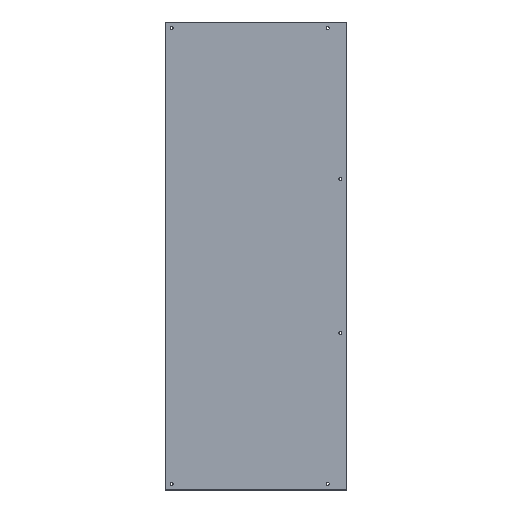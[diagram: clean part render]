
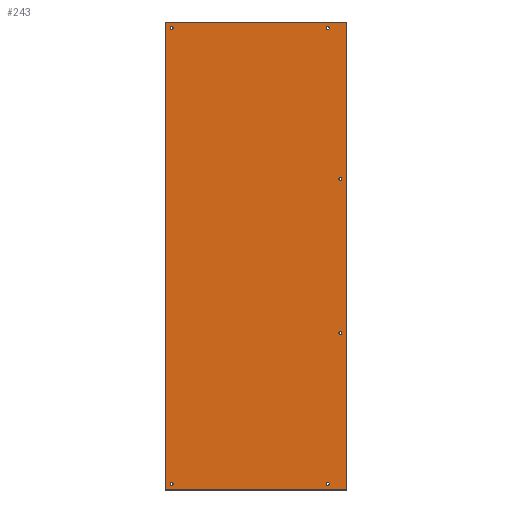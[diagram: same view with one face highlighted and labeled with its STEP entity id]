
A CAD part, top view. The second image highlights one B-rep face of the part: STEP entity #243.
In plain terms, the highlighted planar face has unit normal (0, 0, 1).
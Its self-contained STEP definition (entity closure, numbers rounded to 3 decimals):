
#15=FACE_BOUND('',#56,.T.);
#16=FACE_BOUND('',#57,.T.);
#17=FACE_BOUND('',#58,.T.);
#18=FACE_BOUND('',#59,.T.);
#19=FACE_BOUND('',#60,.T.);
#20=FACE_BOUND('',#61,.T.);
#31=PLANE('',#290);
#43=FACE_OUTER_BOUND('',#55,.T.);
#55=EDGE_LOOP('',(#207,#208,#209,#210));
#56=EDGE_LOOP('',(#211));
#57=EDGE_LOOP('',(#212));
#58=EDGE_LOOP('',(#213));
#59=EDGE_LOOP('',(#214));
#60=EDGE_LOOP('',(#215));
#61=EDGE_LOOP('',(#216));
#77=LINE('',#404,#95);
#80=LINE('',#410,#98);
#83=LINE('',#416,#101);
#86=LINE('',#420,#104);
#95=VECTOR('',#340,10.);
#98=VECTOR('',#345,10.);
#101=VECTOR('',#350,10.);
#104=VECTOR('',#355,10.);
#105=CIRCLE('',#269,1.);
#107=CIRCLE('',#272,1.);
#109=CIRCLE('',#275,1.);
#111=CIRCLE('',#278,1.);
#113=CIRCLE('',#281,1.);
#115=CIRCLE('',#284,1.);
#117=VERTEX_POINT('',#362);
#119=VERTEX_POINT('',#368);
#121=VERTEX_POINT('',#374);
#123=VERTEX_POINT('',#380);
#125=VERTEX_POINT('',#386);
#127=VERTEX_POINT('',#392);
#131=VERTEX_POINT('',#401);
#132=VERTEX_POINT('',#403);
#134=VERTEX_POINT('',#409);
#136=VERTEX_POINT('',#415);
#137=EDGE_CURVE('',#117,#117,#105,.T.);
#140=EDGE_CURVE('',#119,#119,#107,.T.);
#143=EDGE_CURVE('',#121,#121,#109,.T.);
#146=EDGE_CURVE('',#123,#123,#111,.T.);
#149=EDGE_CURVE('',#125,#125,#113,.T.);
#152=EDGE_CURVE('',#127,#127,#115,.T.);
#157=EDGE_CURVE('',#132,#131,#77,.T.);
#160=EDGE_CURVE('',#134,#132,#80,.T.);
#163=EDGE_CURVE('',#136,#134,#83,.T.);
#166=EDGE_CURVE('',#131,#136,#86,.T.);
#207=ORIENTED_EDGE('',*,*,#166,.T.);
#208=ORIENTED_EDGE('',*,*,#163,.T.);
#209=ORIENTED_EDGE('',*,*,#160,.T.);
#210=ORIENTED_EDGE('',*,*,#157,.T.);
#211=ORIENTED_EDGE('',*,*,#137,.T.);
#212=ORIENTED_EDGE('',*,*,#140,.T.);
#213=ORIENTED_EDGE('',*,*,#143,.T.);
#214=ORIENTED_EDGE('',*,*,#146,.T.);
#215=ORIENTED_EDGE('',*,*,#149,.T.);
#216=ORIENTED_EDGE('',*,*,#152,.T.);
#243=ADVANCED_FACE('',(#43,#15,#16,#17,#18,#19,#20),#31,.T.);
#269=AXIS2_PLACEMENT_3D('',#363,#296,#297);
#272=AXIS2_PLACEMENT_3D('',#369,#303,#304);
#275=AXIS2_PLACEMENT_3D('',#375,#310,#311);
#278=AXIS2_PLACEMENT_3D('',#381,#317,#318);
#281=AXIS2_PLACEMENT_3D('',#387,#324,#325);
#284=AXIS2_PLACEMENT_3D('',#393,#331,#332);
#290=AXIS2_PLACEMENT_3D('',#421,#356,#357);
#296=DIRECTION('center_axis',(0.,0.,-1.));
#297=DIRECTION('ref_axis',(1.,0.,0.));
#303=DIRECTION('center_axis',(0.,0.,-1.));
#304=DIRECTION('ref_axis',(1.,0.,0.));
#310=DIRECTION('center_axis',(0.,0.,-1.));
#311=DIRECTION('ref_axis',(1.,0.,0.));
#317=DIRECTION('center_axis',(0.,0.,-1.));
#318=DIRECTION('ref_axis',(1.,0.,0.));
#324=DIRECTION('center_axis',(0.,0.,-1.));
#325=DIRECTION('ref_axis',(1.,0.,0.));
#331=DIRECTION('center_axis',(0.,0.,-1.));
#332=DIRECTION('ref_axis',(1.,0.,0.));
#340=DIRECTION('',(1.,0.,0.));
#345=DIRECTION('',(0.,-1.,0.));
#350=DIRECTION('',(-1.,0.,0.));
#355=DIRECTION('',(0.,1.,0.));
#356=DIRECTION('center_axis',(0.,0.,1.));
#357=DIRECTION('ref_axis',(1.,0.,0.));
#362=CARTESIAN_POINT('',(45.675,-148.075,8.));
#363=CARTESIAN_POINT('Origin',(46.675,-148.075,8.));
#368=CARTESIAN_POINT('',(53.825,50.075,8.));
#369=CARTESIAN_POINT('Origin',(54.825,50.075,8.));
#374=CARTESIAN_POINT('',(-55.825,148.075,8.));
#375=CARTESIAN_POINT('Origin',(-54.825,148.075,8.));
#380=CARTESIAN_POINT('',(45.675,148.075,8.));
#381=CARTESIAN_POINT('Origin',(46.675,148.075,8.));
#386=CARTESIAN_POINT('',(53.825,-50.075,8.));
#387=CARTESIAN_POINT('Origin',(54.825,-50.075,8.));
#392=CARTESIAN_POINT('',(-55.825,-148.075,8.));
#393=CARTESIAN_POINT('Origin',(-54.825,-148.075,8.));
#401=CARTESIAN_POINT('',(58.825,-152.075,8.));
#403=CARTESIAN_POINT('',(-58.825,-152.075,8.));
#404=CARTESIAN_POINT('',(-58.825,-152.075,8.));
#409=CARTESIAN_POINT('',(-58.825,152.075,8.));
#410=CARTESIAN_POINT('',(-58.825,152.075,8.));
#415=CARTESIAN_POINT('',(58.825,152.075,8.));
#416=CARTESIAN_POINT('',(58.825,152.075,8.));
#420=CARTESIAN_POINT('',(58.825,-152.075,8.));
#421=CARTESIAN_POINT('Origin',(0.,0.,8.));
